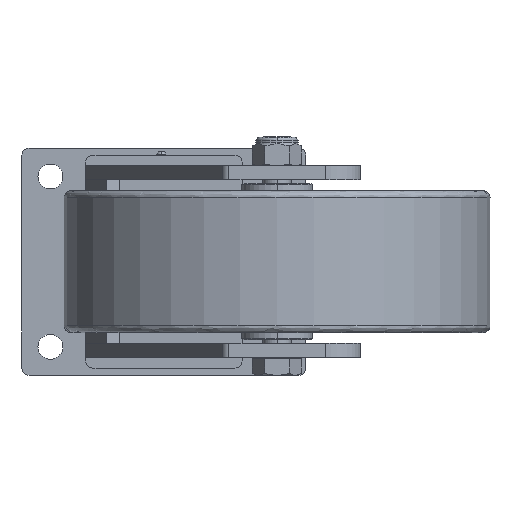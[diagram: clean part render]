
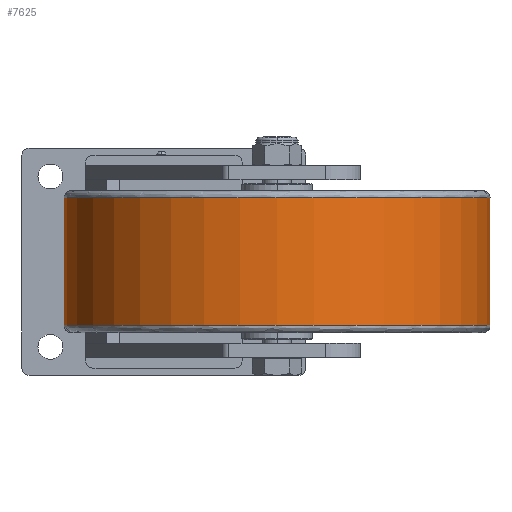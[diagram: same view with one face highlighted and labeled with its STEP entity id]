
A CAD part, front view. The second image highlights one B-rep face of the part: STEP entity #7625.
In plain terms, the highlighted cylindrical face has radius 150 mm (diameter 300 mm), a partial arc.
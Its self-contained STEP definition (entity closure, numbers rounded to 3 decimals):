
#136 = AXIS2_PLACEMENT_3D ( 'NONE', #83322, #62208, #21312 ) ;
#698 = EDGE_CURVE ( 'NONE', #133466, #122642, #19100, .T. ) ;
#7625 = ADVANCED_FACE ( 'NONE', ( #41735 ), #112568, .T. ) ;
#8128 = DIRECTION ( 'NONE',  ( 0., 0., 1. ) ) ;
#12532 = ORIENTED_EDGE ( 'NONE', *, *, #698, .T. ) ;
#12551 = ORIENTED_EDGE ( 'NONE', *, *, #34571, .T. ) ;
#19100 = LINE ( 'NONE', #38799, #22652 ) ;
#21312 = DIRECTION ( 'NONE',  ( 1., 0., 0. ) ) ;
#21422 = ORIENTED_EDGE ( 'NONE', *, *, #110217, .F. ) ;
#21679 = CARTESIAN_POINT ( 'NONE',  ( -70.347, -233.26, 0.09 ) ) ;
#22652 = VECTOR ( 'NONE', #8128, 1000. ) ;
#33858 = LINE ( 'NONE', #21679, #75341 ) ;
#34513 = DIRECTION ( 'NONE',  ( 0., 0., 1. ) ) ;
#34571 = EDGE_CURVE ( 'NONE', #122642, #67327, #120049, .T. ) ;
#37915 = CARTESIAN_POINT ( 'NONE',  ( -70.346, -233.26, 45.09 ) ) ;
#38799 = CARTESIAN_POINT ( 'NONE',  ( 229.653, -233.26, 0.085 ) ) ;
#41735 = FACE_OUTER_BOUND ( 'NONE', #48028, .T. ) ;
#42270 = EDGE_CURVE ( 'NONE', #62183, #133466, #49078, .T. ) ;
#47337 = CARTESIAN_POINT ( 'NONE',  ( 79.654, -233.26, 45.088 ) ) ;
#48028 = EDGE_LOOP ( 'NONE', ( #21422, #77159, #12532, #12551 ) ) ;
#49078 = CIRCLE ( 'NONE', #96931, 150. ) ;
#62183 = VERTEX_POINT ( 'NONE', #79783 ) ;
#62208 = DIRECTION ( 'NONE',  ( 0., 0., 1. ) ) ;
#67327 = VERTEX_POINT ( 'NONE', #37915 ) ;
#75341 = VECTOR ( 'NONE', #34513, 1000. ) ;
#77159 = ORIENTED_EDGE ( 'NONE', *, *, #42270, .T. ) ;
#79783 = CARTESIAN_POINT ( 'NONE',  ( -70.348, -233.26, -44.91 ) ) ;
#83322 = CARTESIAN_POINT ( 'NONE',  ( 79.653, -233.26, 0.088 ) ) ;
#86913 = DIRECTION ( 'NONE',  ( 0., 0., -1. ) ) ;
#96175 = DIRECTION ( 'NONE',  ( 1., 0., 0. ) ) ;
#96931 = AXIS2_PLACEMENT_3D ( 'NONE', #106991, #115240, #96175 ) ;
#97003 = CARTESIAN_POINT ( 'NONE',  ( 229.654, -233.26, 45.085 ) ) ;
#103906 = CARTESIAN_POINT ( 'NONE',  ( 229.652, -233.26, -44.915 ) ) ;
#106991 = CARTESIAN_POINT ( 'NONE',  ( 79.652, -233.26, -44.912 ) ) ;
#109106 = AXIS2_PLACEMENT_3D ( 'NONE', #47337, #86913, #128401 ) ;
#110217 = EDGE_CURVE ( 'NONE', #62183, #67327, #33858, .T. ) ;
#112568 = CYLINDRICAL_SURFACE ( 'NONE', #136, 150. ) ;
#115240 = DIRECTION ( 'NONE',  ( 0., 0., 1. ) ) ;
#120049 = CIRCLE ( 'NONE', #109106, 150. ) ;
#122642 = VERTEX_POINT ( 'NONE', #97003 ) ;
#128401 = DIRECTION ( 'NONE',  ( 1., 0., 0. ) ) ;
#133466 = VERTEX_POINT ( 'NONE', #103906 ) ;
